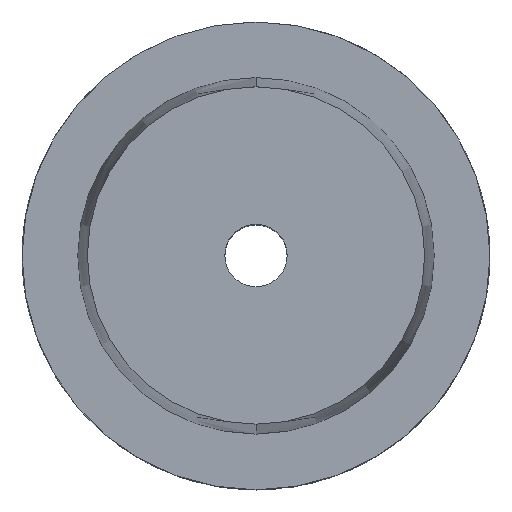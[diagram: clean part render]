
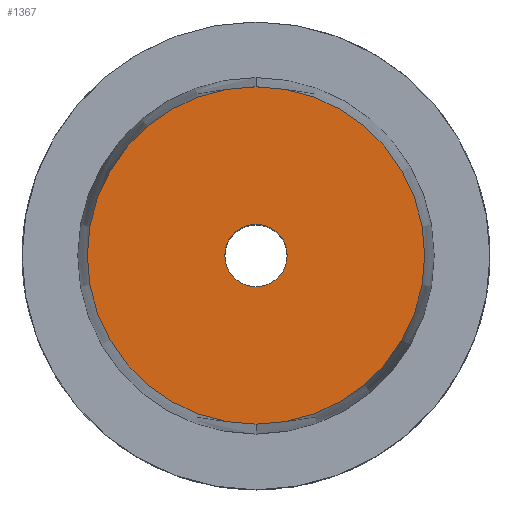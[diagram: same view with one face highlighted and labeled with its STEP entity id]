
A CAD part, top view. The second image highlights one B-rep face of the part: STEP entity #1367.
In plain terms, the highlighted planar face has unit normal (0, 0, 1).
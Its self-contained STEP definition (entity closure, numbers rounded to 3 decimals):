
#125=CARTESIAN_POINT('',(0.,0.,32.));
#126=DIRECTION('',(0.,0.,1.));
#127=DIRECTION('',(0.,1.,0.));
#128=AXIS2_PLACEMENT_3D('',#125,#126,#127);
#133=CARTESIAN_POINT('',(0.,0.,32.));
#134=DIRECTION('',(0.,0.,-1.));
#135=DIRECTION('',(0.,1.,0.));
#136=AXIS2_PLACEMENT_3D('',#133,#134,#135);
#141=CARTESIAN_POINT('',(0.,0.,32.));
#142=DIRECTION('',(0.,0.,-1.));
#143=DIRECTION('',(0.,1.,0.));
#144=AXIS2_PLACEMENT_3D('',#141,#142,#143);
#149=CARTESIAN_POINT('',(0.,0.,32.));
#150=DIRECTION('',(0.,0.,-1.));
#151=DIRECTION('',(0.,-1.,0.));
#152=AXIS2_PLACEMENT_3D('',#149,#150,#151);
#1121=CARTESIAN_POINT('',(0.,4.2,32.));
#1122=CARTESIAN_POINT('',(0.,-4.2,32.));
#1123=VERTEX_POINT('',#1121);
#1124=VERTEX_POINT('',#1122);
#1179=CARTESIAN_POINT('',(0.,22.717,32.));
#1180=VERTEX_POINT('',#1179);
#1181=CARTESIAN_POINT('',(0.,-22.717,32.));
#1182=VERTEX_POINT('',#1181);
#1352=CARTESIAN_POINT('',(0.,0.,32.));
#1353=DIRECTION('',(0.,0.,-1.));
#1354=DIRECTION('',(0.,-1.,0.));
#1355=AXIS2_PLACEMENT_3D('',#1352,#1353,#1354);
#1356=PLANE('',#1355);
#1358=ORIENTED_EDGE('',*,*,#1357,.F.);
#1360=ORIENTED_EDGE('',*,*,#1359,.T.);
#1361=EDGE_LOOP('',(#1358,#1360));
#1362=FACE_OUTER_BOUND('',#1361,.F.);
#1363=ORIENTED_EDGE('',*,*,#1332,.F.);
#1364=ORIENTED_EDGE('',*,*,#1346,.F.);
#1365=EDGE_LOOP('',(#1363,#1364));
#1366=FACE_BOUND('',#1365,.F.);
#129=CIRCLE('',#128,22.717);
#137=CIRCLE('',#136,22.717);
#145=CIRCLE('',#144,4.2);
#153=CIRCLE('',#152,4.2);
#1332=EDGE_CURVE('',#1123,#1124,#145,.T.);
#1346=EDGE_CURVE('',#1124,#1123,#153,.T.);
#1357=EDGE_CURVE('',#1180,#1182,#129,.T.);
#1359=EDGE_CURVE('',#1180,#1182,#137,.T.);
#1367=ADVANCED_FACE('',(#1362,#1366),#1356,.F.);
